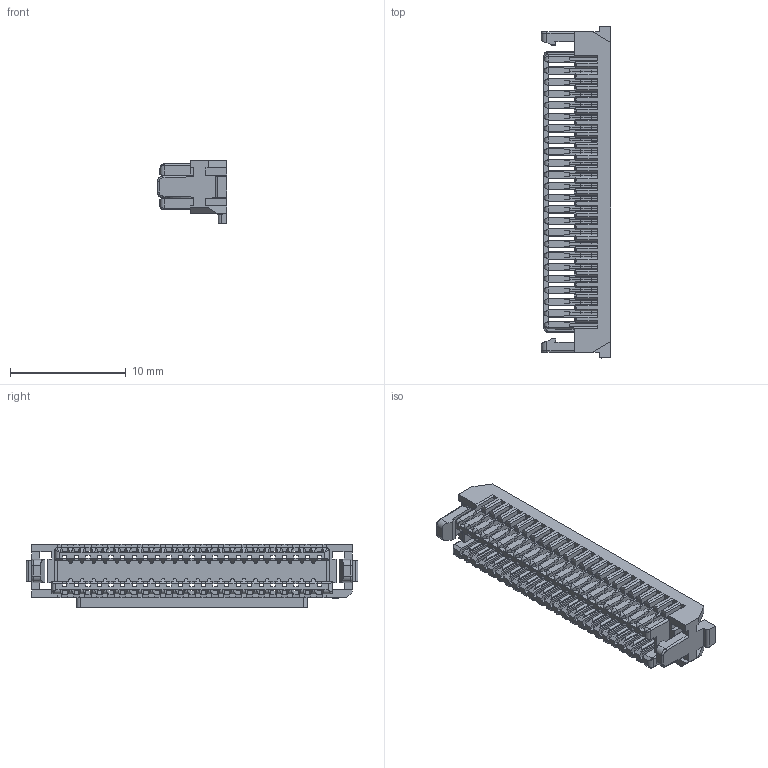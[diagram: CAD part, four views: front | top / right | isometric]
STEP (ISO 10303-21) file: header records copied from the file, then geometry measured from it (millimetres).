
FILE_DESCRIPTION (( 'STEP AP214' ), '1' );
FILE_NAME ('FHG10008-D46M2WHB.STEP', '2025-11-21T02:51:34', ( '' ), ( '' ), 'SwSTEP 2.0', 'SolidWorks 2021', '' );
FILE_SCHEMA (( 'AUTOMOTIVE_DESIGN' ));
Length unit declared in the file: millimetre
Products named in the file (1): FHG10008-D46M2WHB
Bounding box: 6 x 28.71 x 5.51 mm (x, y, z)
Volume: 291.7 mm3; surface area: 1691.7 mm2
Topology: 1 solids, 1 shells, 2087 faces, 6190 edges, 3964 vertices
Faces by surface type: plane 1961, cylinder 116, torus 6, bspline 4
Entity records: 68898 total; most frequent: CARTESIAN_POINT 13460, ORIENTED_EDGE 12380, DIRECTION 10278, EDGE_CURVE 6190, LINE 5946, VECTOR 5946, VERTEX_POINT 3964, AXIS2_PLACEMENT_3D 2166
